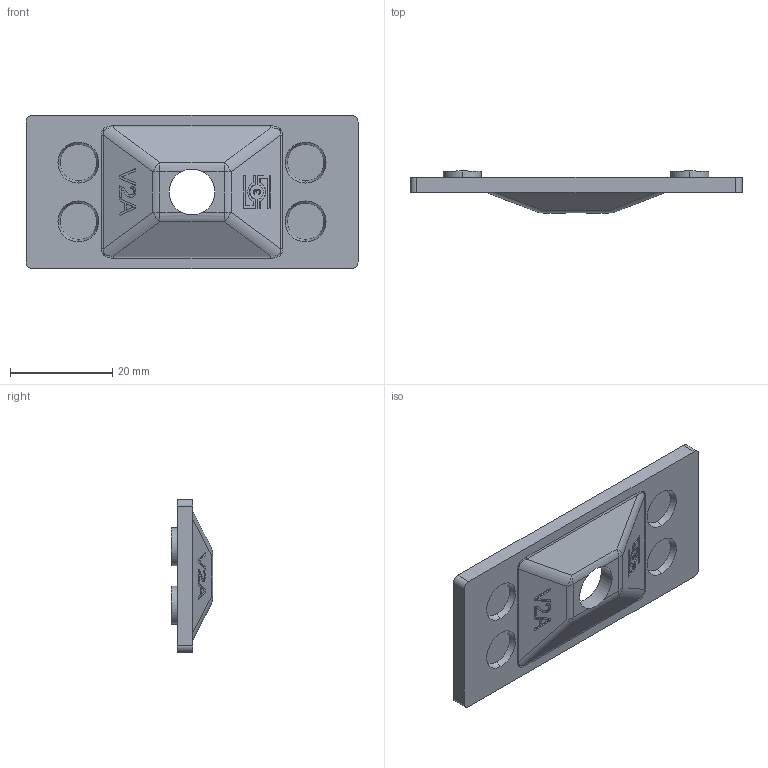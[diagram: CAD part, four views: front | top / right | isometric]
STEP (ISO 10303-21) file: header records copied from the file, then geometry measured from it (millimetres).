
FILE_DESCRIPTION (( 'STEP AP214' ), '1' );
FILE_NAME ('1130000765-00 - GD-3D-W3.STEP', '2025-02-19T10:00:42', ( '' ), ( '' ), 'SwSTEP 2.0', 'SolidWorks 2022', '' );
FILE_SCHEMA (( 'AUTOMOTIVE_DESIGN' ));
Length unit declared in the file: millimetre
Products named in the file (1): 1130000765-00 - GD-3D-W3
Bounding box: 65 x 8.2 x 30 mm (x, y, z)
Volume: 5838.2 mm3; surface area: 4818.7 mm2
Topology: 1 solids, 1 shells, 275 faces, 723 edges, 466 vertices
Faces by surface type: plane 160, bspline 63, cylinder 40, cone 8, sphere 4
Entity records: 10795 total; most frequent: CARTESIAN_POINT 4440, ORIENTED_EDGE 1430, DIRECTION 1099, EDGE_CURVE 715, LINE 489, VECTOR 489, VERTEX_POINT 466, AXIS2_PLACEMENT_3D 305
